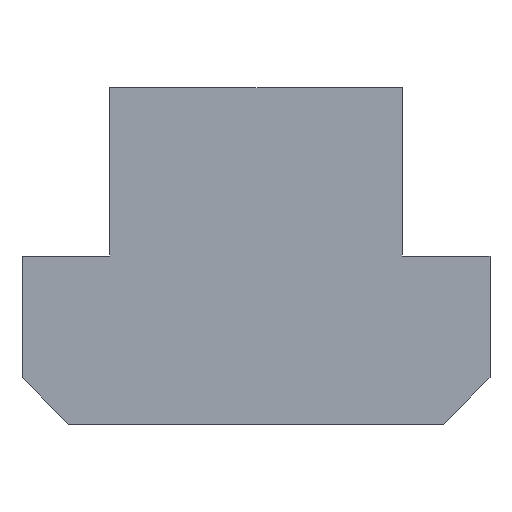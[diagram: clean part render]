
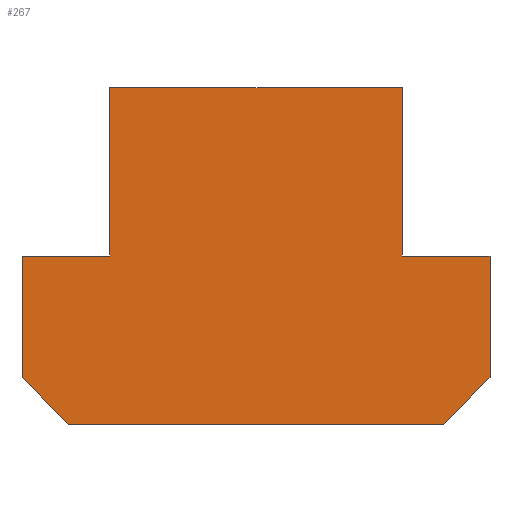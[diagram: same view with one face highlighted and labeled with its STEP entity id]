
A CAD part, front view. The second image highlights one B-rep face of the part: STEP entity #267.
In plain terms, the highlighted planar face has unit normal (0, -1, 0).
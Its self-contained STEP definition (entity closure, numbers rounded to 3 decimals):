
#117=EDGE_CURVE('',#133,#241,#315,.T.);
#131=VERTEX_POINT('',#331);
#133=VERTEX_POINT('',#333);
#135=EDGE_CURVE('',#151,#133,#335,.T.);
#149=EDGE_CURVE('',#295,#151,#351,.T.);
#151=VERTEX_POINT('',#353);
#163=EDGE_CURVE('',#181,#131,#366,.T.);
#181=VERTEX_POINT('',#385);
#185=EDGE_CURVE('',#195,#181,#389,.T.);
#191=EDGE_CURVE('',#217,#195,#395,.T.);
#195=VERTEX_POINT('',#399);
#217=VERTEX_POINT('',#427);
#219=EDGE_CURVE('',#279,#217,#429,.T.);
#237=EDGE_CURVE('',#241,#257,#448,.T.);
#241=VERTEX_POINT('',#452);
#249=EDGE_CURVE('',#257,#279,#461,.T.);
#257=VERTEX_POINT('',#470);
#267=ADVANCED_FACE('',(#480),#481,.T.);
#279=VERTEX_POINT('',#494);
#291=EDGE_CURVE('',#131,#295,#508,.T.);
#295=VERTEX_POINT('',#513);
#315=LINE('',#526,#527);
#331=CARTESIAN_POINT('',(-7.8,-12.5,9.));
#333=CARTESIAN_POINT('',(12.5,-12.5,0.0));
#335=LINE('',#551,#552);
#351=LINE('',#575,#576);
#353=CARTESIAN_POINT('',(7.8,-12.5,0.0));
#366=LINE('',#595,#596);
#385=CARTESIAN_POINT('',(-7.8,-12.5,0.));
#389=LINE('',#630,#631);
#395=LINE('',#642,#643);
#399=CARTESIAN_POINT('',(-12.5,-12.5,0.));
#427=CARTESIAN_POINT('',(-12.5,-12.5,-6.5));
#429=LINE('',#685,#686);
#448=LINE('',#714,#715);
#452=CARTESIAN_POINT('',(12.5,-12.5,-6.5));
#461=LINE('',#732,#733);
#470=CARTESIAN_POINT('',(10.,-12.5,-9.));
#480=FACE_OUTER_BOUND('',#759,.T.);
#481=PLANE('',#760);
#494=CARTESIAN_POINT('',(-10.,-12.5,-9.));
#508=LINE('',#794,#795);
#513=CARTESIAN_POINT('',(7.8,-12.5,9.));
#526=CARTESIAN_POINT('',(12.5,-12.5,-6.5));
#527=VECTOR('',#803,1.0);
#551=CARTESIAN_POINT('',(12.5,-12.5,0.0));
#552=VECTOR('',#823,1.0);
#575=CARTESIAN_POINT('',(7.8,-12.5,0.0));
#576=VECTOR('',#837,1.0);
#595=CARTESIAN_POINT('',(-7.8,-12.5,9.));
#596=VECTOR('',#850,1.0);
#630=CARTESIAN_POINT('',(-7.8,-12.5,0.));
#631=VECTOR('',#869,1.0);
#642=CARTESIAN_POINT('',(-12.5,-12.5,0.));
#643=VECTOR('',#872,1.0);
#685=CARTESIAN_POINT('',(-12.5,-12.5,-6.5));
#686=VECTOR('',#927,1.0);
#714=CARTESIAN_POINT('',(10.,-12.5,-9.));
#715=VECTOR('',#945,1.0);
#732=CARTESIAN_POINT('',(-10.,-12.5,-9.));
#733=VECTOR('',#958,1.0);
#759=EDGE_LOOP('',(#974,#975,#976,#977,#978,#979,#980,#981,#982,#983));
#760=AXIS2_PLACEMENT_3D('',#984,#985,#986);
#794=CARTESIAN_POINT('',(7.8,-12.5,9.));
#795=VECTOR('',#1014,1.0);
#803=DIRECTION('',(0.0,0.,-1.0));
#823=DIRECTION('',(1.0,0.0,0.0));
#837=DIRECTION('',(0.0,0.,-1.0));
#850=DIRECTION('',(0.0,0.,1.0));
#869=DIRECTION('',(1.0,0.0,0.0));
#872=DIRECTION('',(0.0,0.,1.0));
#927=DIRECTION('',(-0.707,0.,0.707));
#945=DIRECTION('',(-0.707,0.,-0.707));
#958=DIRECTION('',(-1.0,0.0,0.0));
#974=ORIENTED_EDGE('',*,*,#237,.F.);
#975=ORIENTED_EDGE('',*,*,#117,.F.);
#976=ORIENTED_EDGE('',*,*,#135,.F.);
#977=ORIENTED_EDGE('',*,*,#149,.F.);
#978=ORIENTED_EDGE('',*,*,#291,.F.);
#979=ORIENTED_EDGE('',*,*,#163,.F.);
#980=ORIENTED_EDGE('',*,*,#185,.F.);
#981=ORIENTED_EDGE('',*,*,#191,.F.);
#982=ORIENTED_EDGE('',*,*,#219,.F.);
#983=ORIENTED_EDGE('',*,*,#249,.F.);
#984=CARTESIAN_POINT('',(0.0,-12.5,-0.67));
#985=DIRECTION('',(0.0,-1.0,0.));
#986=DIRECTION('',(1.0,0.0,0.0));
#1014=DIRECTION('',(1.0,0.0,0.0));
